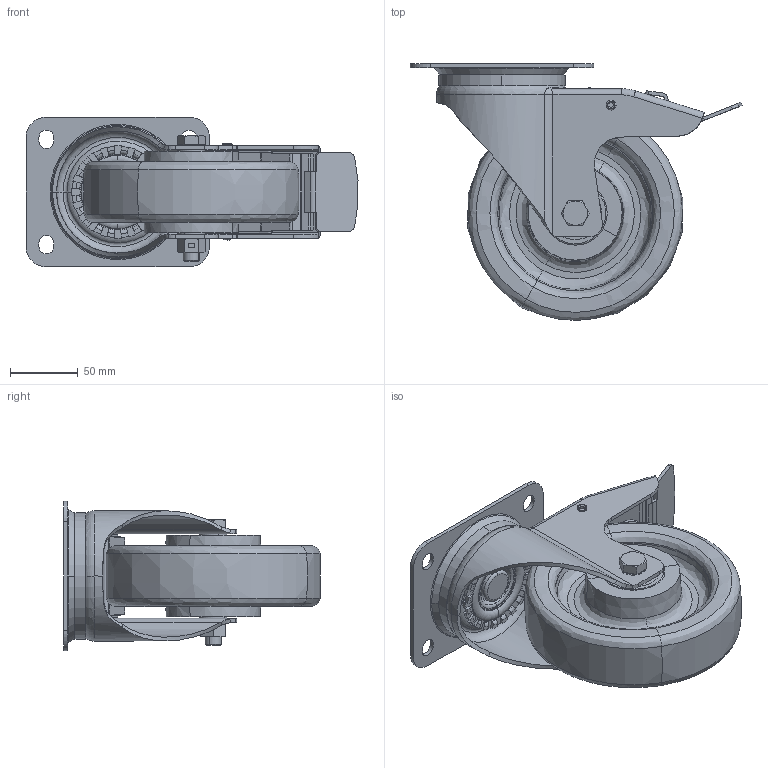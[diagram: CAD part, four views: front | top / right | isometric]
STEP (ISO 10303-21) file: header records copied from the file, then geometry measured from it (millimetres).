
FILE_DESCRIPTION (( 'STEP AP214' ), '1' );
FILE_NAME ('0055686.step', '2023-11-15T09:32:38', ( '' ), ( '' ), 'SwSTEP 2.0', 'SolidWorks 2020', '' );
FILE_SCHEMA (( 'AUTOMOTIVE_DESIGN' ));
Length unit declared in the file: millimetre
Products named in the file (1): 0055686
Bounding box: 244.14 x 188.78 x 110 mm (x, y, z)
Volume: 905196.2 mm3; surface area: 330245.7 mm2
Topology: 25 solids, 26 shells, 1492 faces, 3846 edges, 2378 vertices
Faces by surface type: plane 539, cylinder 367, torus 248, bspline 136, cone 128, sphere 74
Entity records: 73092 total; most frequent: CARTESIAN_POINT 21476, ORIENTED_EDGE 7404, DIRECTION 7355, EDGE_CURVE 3702, AXIS2_PLACEMENT_3D 2950, VERTEX_POINT 2294, CIRCLE 1593, EDGE_LOOP 1592
